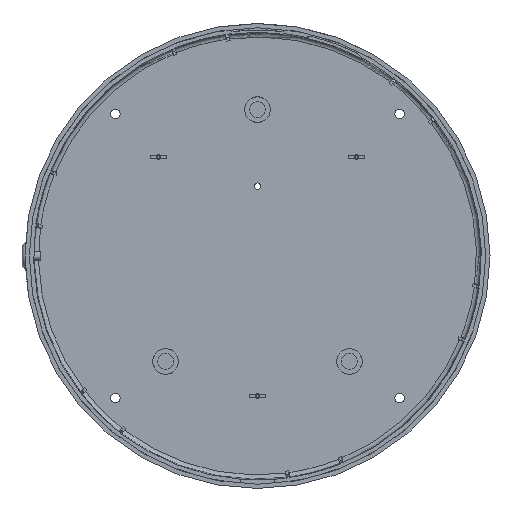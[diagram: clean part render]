
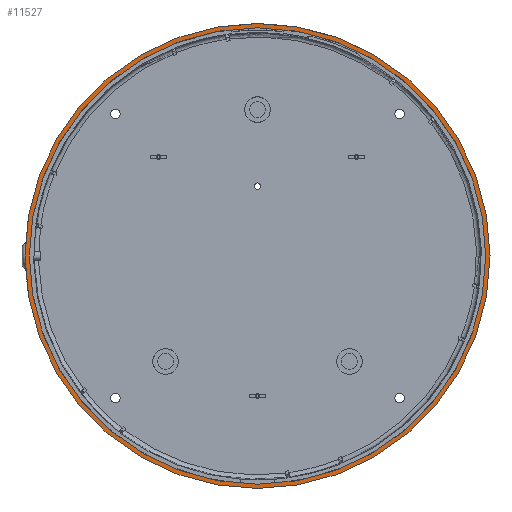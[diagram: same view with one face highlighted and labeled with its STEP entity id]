
A CAD part, front view. The second image highlights one B-rep face of the part: STEP entity #11527.
In plain terms, the highlighted planar face has unit normal (0, -1, 0).
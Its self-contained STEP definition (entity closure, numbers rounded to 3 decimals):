
#4378=CARTESIAN_POINT('',(0.,-9.2,0.));
#4379=DIRECTION('',(0.,1.,0.));
#4380=DIRECTION('',(1.,0.,0.));
#4381=AXIS2_PLACEMENT_3D('',#4378,#4379,#4380);
#4383=CARTESIAN_POINT('',(0.,-9.2,0.));
#4384=DIRECTION('',(0.,1.,0.));
#4385=DIRECTION('',(-1.,0.,0.));
#4386=AXIS2_PLACEMENT_3D('',#4383,#4384,#4385);
#4388=CARTESIAN_POINT('',(0.,-9.2,0.));
#4389=DIRECTION('',(0.,-1.,0.));
#4390=DIRECTION('',(-1.,0.,0.));
#4391=AXIS2_PLACEMENT_3D('',#4388,#4389,#4390);
#4393=CARTESIAN_POINT('',(0.,-9.2,0.));
#4394=DIRECTION('',(0.,-1.,0.));
#4395=DIRECTION('',(1.,0.,0.));
#4396=AXIS2_PLACEMENT_3D('',#4393,#4394,#4395);
#5368=CARTESIAN_POINT('',(-53.,-9.2,0.));
#5369=CARTESIAN_POINT('',(53.,-9.2,0.));
#5370=VERTEX_POINT('',#5368);
#5371=VERTEX_POINT('',#5369);
#5543=CARTESIAN_POINT('',(54.,-9.2,0.));
#5544=CARTESIAN_POINT('',(-54.,-9.2,0.));
#5545=VERTEX_POINT('',#5543);
#5546=VERTEX_POINT('',#5544);
#11514=CARTESIAN_POINT('',(0.,-9.2,0.));
#11515=DIRECTION('',(0.,1.,0.));
#11516=DIRECTION('',(1.,0.,0.));
#11517=AXIS2_PLACEMENT_3D('',#11514,#11515,#11516);
#11518=PLANE('',#11517);
#11519=ORIENTED_EDGE('',*,*,#10319,.T.);
#11520=ORIENTED_EDGE('',*,*,#10416,.T.);
#11521=EDGE_LOOP('',(#11519,#11520));
#11522=FACE_OUTER_BOUND('',#11521,.F.);
#11523=ORIENTED_EDGE('',*,*,#11464,.T.);
#11524=ORIENTED_EDGE('',*,*,#11493,.T.);
#11525=EDGE_LOOP('',(#11523,#11524));
#11526=FACE_BOUND('',#11525,.F.);
#11527=ADVANCED_FACE('',(#11522,#11526),#11518,.F.);
#4382=CIRCLE('',#4381,54.);
#4387=CIRCLE('',#4386,54.);
#4392=CIRCLE('',#4391,53.);
#4397=CIRCLE('',#4396,53.);
#10319=EDGE_CURVE('',#5545,#5546,#4382,.T.);
#10416=EDGE_CURVE('',#5546,#5545,#4387,.T.);
#11464=EDGE_CURVE('',#5370,#5371,#4392,.T.);
#11493=EDGE_CURVE('',#5371,#5370,#4397,.T.);
